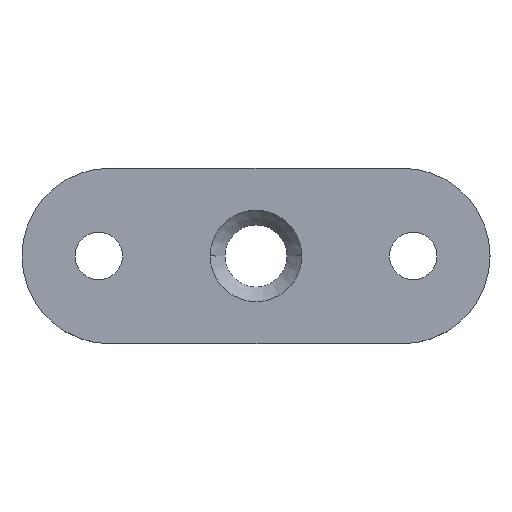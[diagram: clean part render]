
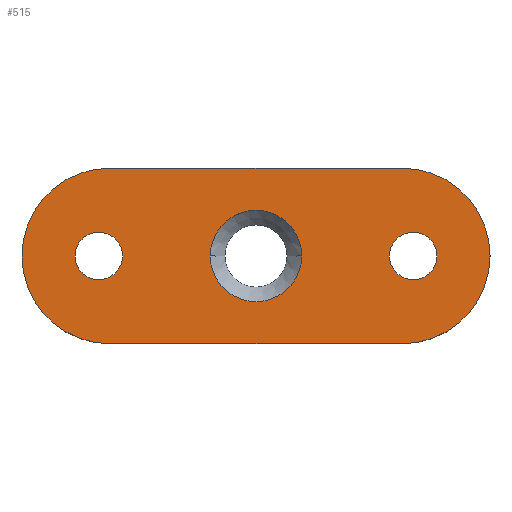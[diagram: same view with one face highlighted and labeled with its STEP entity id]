
A CAD part, top view. The second image highlights one B-rep face of the part: STEP entity #515.
In plain terms, the highlighted planar face has unit normal (0, 0, 1).
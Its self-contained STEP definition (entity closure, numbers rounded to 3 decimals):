
#3 = ORIENTED_EDGE ( 'NONE', *, *, #418, .T. ) ;
#13 = CIRCLE ( 'NONE', #197, 3.25 ) ;
#14 = CARTESIAN_POINT ( 'NONE',  ( -32., 0., 3.7 ) ) ;
#21 = EDGE_CURVE ( 'NONE', #405, #511, #319, .T. ) ;
#32 = VERTEX_POINT ( 'NONE', #369 ) ;
#48 = VERTEX_POINT ( 'NONE', #201 ) ;
#51 = CARTESIAN_POINT ( 'NONE',  ( 21.5, 0., 3.7 ) ) ;
#62 = VERTEX_POINT ( 'NONE', #266 ) ;
#63 = EDGE_CURVE ( 'NONE', #32, #62, #683, .T. ) ;
#69 = EDGE_CURVE ( 'NONE', #471, #710, #344, .T. ) ;
#75 = EDGE_CURVE ( 'NONE', #214, #48, #400, .T. ) ;
#83 = EDGE_LOOP ( 'NONE', ( #98, #602, #3, #223, #427 ) ) ;
#85 = CARTESIAN_POINT ( 'NONE',  ( -20., 0., 3.7 ) ) ;
#90 = FACE_OUTER_BOUND ( 'NONE', #83, .T. ) ;
#93 = VECTOR ( 'NONE', #644, 1000. ) ;
#98 = ORIENTED_EDGE ( 'NONE', *, *, #309, .T. ) ;
#107 = DIRECTION ( 'NONE',  ( 0., 0., 1. ) ) ;
#109 = DIRECTION ( 'NONE',  ( 1., 0., 0. ) ) ;
#119 = DIRECTION ( 'NONE',  ( 0., 0., -1. ) ) ;
#120 = EDGE_CURVE ( 'NONE', #548, #674, #499, .T. ) ;
#130 = DIRECTION ( 'NONE',  ( 1., 0., 0. ) ) ;
#141 = EDGE_CURVE ( 'NONE', #354, #548, #626, .T. ) ;
#146 = AXIS2_PLACEMENT_3D ( 'NONE', #171, #680, #109 ) ;
#152 = CARTESIAN_POINT ( 'NONE',  ( 20., 0., 3.7 ) ) ;
#153 = ORIENTED_EDGE ( 'NONE', *, *, #63, .T. ) ;
#164 = EDGE_LOOP ( 'NONE', ( #351, #476 ) ) ;
#171 = CARTESIAN_POINT ( 'NONE',  ( -20., 0., 3.7 ) ) ;
#178 = CARTESIAN_POINT ( 'NONE',  ( -24.75, 0., 3.7 ) ) ;
#193 = FACE_BOUND ( 'NONE', #205, .T. ) ;
#196 = CARTESIAN_POINT ( 'NONE',  ( 20., 12., 3.7 ) ) ;
#197 = AXIS2_PLACEMENT_3D ( 'NONE', #489, #550, #211 ) ;
#201 = CARTESIAN_POINT ( 'NONE',  ( 6.25, 0., 3.7 ) ) ;
#203 = DIRECTION ( 'NONE',  ( 1., 0., 0. ) ) ;
#205 = EDGE_LOOP ( 'NONE', ( #687, #153 ) ) ;
#210 = AXIS2_PLACEMENT_3D ( 'NONE', #212, #107, #374 ) ;
#211 = DIRECTION ( 'NONE',  ( -1., 0., 0. ) ) ;
#212 = CARTESIAN_POINT ( 'NONE',  ( 0., 0., 3.7 ) ) ;
#213 = EDGE_CURVE ( 'NONE', #48, #214, #706, .T. ) ;
#214 = VERTEX_POINT ( 'NONE', #271 ) ;
#217 = DIRECTION ( 'NONE',  ( -1., 0., 0. ) ) ;
#223 = ORIENTED_EDGE ( 'NONE', *, *, #141, .T. ) ;
#241 = FACE_BOUND ( 'NONE', #577, .T. ) ;
#244 = FACE_BOUND ( 'NONE', #164, .T. ) ;
#259 = DIRECTION ( 'NONE',  ( -1., 0., 0. ) ) ;
#266 = CARTESIAN_POINT ( 'NONE',  ( 18.25, 0., 3.7 ) ) ;
#271 = CARTESIAN_POINT ( 'NONE',  ( -6.25, 0., 3.7 ) ) ;
#279 = AXIS2_PLACEMENT_3D ( 'NONE', #521, #475, #641 ) ;
#286 = CARTESIAN_POINT ( 'NONE',  ( 20., -12., 3.7 ) ) ;
#305 = DIRECTION ( 'NONE',  ( 0., 0., 1. ) ) ;
#309 = EDGE_CURVE ( 'NONE', #674, #405, #718, .T. ) ;
#319 = CIRCLE ( 'NONE', #507, 12. ) ;
#334 = ORIENTED_EDGE ( 'NONE', *, *, #75, .F. ) ;
#344 = CIRCLE ( 'NONE', #433, 3.25 ) ;
#350 = DIRECTION ( 'NONE',  ( -1., 0., 0. ) ) ;
#351 = ORIENTED_EDGE ( 'NONE', *, *, #568, .T. ) ;
#354 = VERTEX_POINT ( 'NONE', #286 ) ;
#365 = LINE ( 'NONE', #464, #93 ) ;
#369 = CARTESIAN_POINT ( 'NONE',  ( 24.75, 0., 3.7 ) ) ;
#371 = CARTESIAN_POINT ( 'NONE',  ( -20., 12., 3.7 ) ) ;
#372 = CIRCLE ( 'NONE', #575, 3.25 ) ;
#374 = DIRECTION ( 'NONE',  ( 1., 0., 0. ) ) ;
#382 = DIRECTION ( 'NONE',  ( 0., 0., 1. ) ) ;
#400 = CIRCLE ( 'NONE', #210, 6.25 ) ;
#401 = CARTESIAN_POINT ( 'NONE',  ( 21.5, 0., 3.7 ) ) ;
#404 = EDGE_CURVE ( 'NONE', #62, #32, #372, .T. ) ;
#405 = VERTEX_POINT ( 'NONE', #14 ) ;
#418 = EDGE_CURVE ( 'NONE', #511, #354, #365, .T. ) ;
#427 = ORIENTED_EDGE ( 'NONE', *, *, #120, .T. ) ;
#433 = AXIS2_PLACEMENT_3D ( 'NONE', #484, #654, #259 ) ;
#464 = CARTESIAN_POINT ( 'NONE',  ( -20., -12., 3.7 ) ) ;
#471 = VERTEX_POINT ( 'NONE', #579 ) ;
#472 = CARTESIAN_POINT ( 'NONE',  ( -20., -12., 3.7 ) ) ;
#475 = DIRECTION ( 'NONE',  ( 0., 0., 1. ) ) ;
#476 = ORIENTED_EDGE ( 'NONE', *, *, #69, .T. ) ;
#482 = CARTESIAN_POINT ( 'NONE',  ( -20., 12., 3.7 ) ) ;
#484 = CARTESIAN_POINT ( 'NONE',  ( -21.5, 0., 3.7 ) ) ;
#489 = CARTESIAN_POINT ( 'NONE',  ( -21.5, 0., 3.7 ) ) ;
#499 = LINE ( 'NONE', #371, #591 ) ;
#507 = AXIS2_PLACEMENT_3D ( 'NONE', #85, #305, #130 ) ;
#511 = VERTEX_POINT ( 'NONE', #472 ) ;
#515 = ADVANCED_FACE ( 'NONE', ( #241, #244, #90, #193 ), #585, .T. ) ;
#521 = CARTESIAN_POINT ( 'NONE',  ( -20., 0., 3.7 ) ) ;
#531 = AXIS2_PLACEMENT_3D ( 'NONE', #152, #382, #203 ) ;
#548 = VERTEX_POINT ( 'NONE', #196 ) ;
#550 = DIRECTION ( 'NONE',  ( 0., 0., -1. ) ) ;
#551 = DIRECTION ( 'NONE',  ( 1., 0., 0. ) ) ;
#554 = DIRECTION ( 'NONE',  ( 0., 0., -1. ) ) ;
#568 = EDGE_CURVE ( 'NONE', #710, #471, #13, .T. ) ;
#575 = AXIS2_PLACEMENT_3D ( 'NONE', #401, #119, #350 ) ;
#577 = EDGE_LOOP ( 'NONE', ( #696, #334 ) ) ;
#579 = CARTESIAN_POINT ( 'NONE',  ( -18.25, 0., 3.7 ) ) ;
#585 = PLANE ( 'NONE',  #279 ) ;
#591 = VECTOR ( 'NONE', #601, 1000. ) ;
#601 = DIRECTION ( 'NONE',  ( -1., 0., 0. ) ) ;
#602 = ORIENTED_EDGE ( 'NONE', *, *, #21, .T. ) ;
#609 = DIRECTION ( 'NONE',  ( 0., 0., 1. ) ) ;
#614 = CARTESIAN_POINT ( 'NONE',  ( 0., 0., 3.7 ) ) ;
#626 = CIRCLE ( 'NONE', #531, 12. ) ;
#641 = DIRECTION ( 'NONE',  ( 1., 0., 0. ) ) ;
#644 = DIRECTION ( 'NONE',  ( 1., 0., 0. ) ) ;
#654 = DIRECTION ( 'NONE',  ( 0., 0., -1. ) ) ;
#666 = AXIS2_PLACEMENT_3D ( 'NONE', #614, #609, #551 ) ;
#674 = VERTEX_POINT ( 'NONE', #482 ) ;
#680 = DIRECTION ( 'NONE',  ( 0., 0., 1. ) ) ;
#683 = CIRCLE ( 'NONE', #698, 3.25 ) ;
#687 = ORIENTED_EDGE ( 'NONE', *, *, #404, .T. ) ;
#696 = ORIENTED_EDGE ( 'NONE', *, *, #213, .F. ) ;
#698 = AXIS2_PLACEMENT_3D ( 'NONE', #51, #554, #217 ) ;
#706 = CIRCLE ( 'NONE', #666, 6.25 ) ;
#710 = VERTEX_POINT ( 'NONE', #178 ) ;
#718 = CIRCLE ( 'NONE', #146, 12. ) ;
